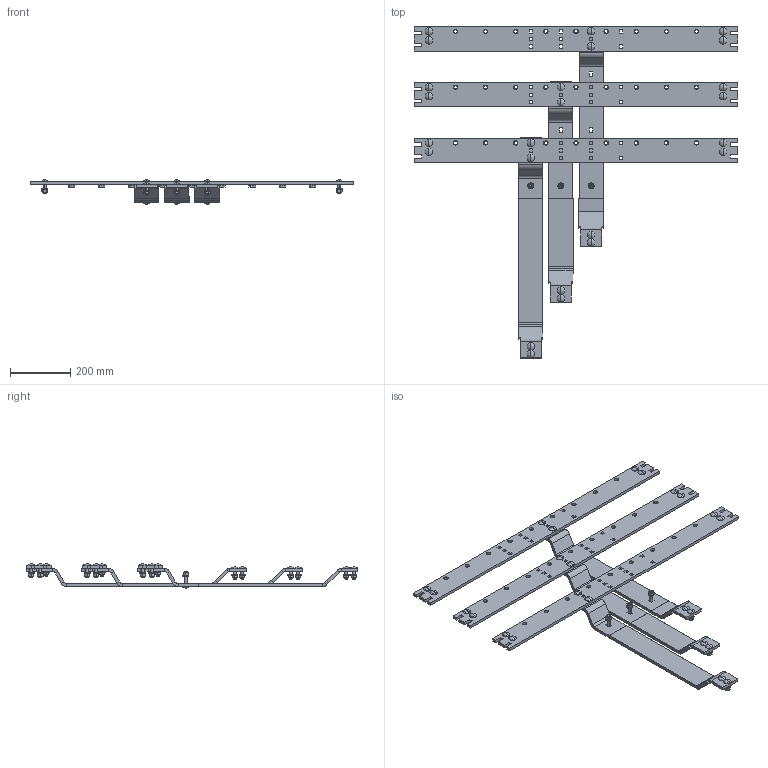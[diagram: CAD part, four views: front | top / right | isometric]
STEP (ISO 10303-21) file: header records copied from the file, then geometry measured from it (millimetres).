
FILE_DESCRIPTION(('STEP AP214'),'1');
FILE_NAME('cctmp_667F1B71-7DC5-4138-8A1C-A3EBD70D21B9_2024_06_07_11_32_16_0445..stp','2024-06-07T09:32:17',('SIEMENS A&D'),('CADClick - www.CADClick.com'),'Spatial InterOp 3D',' ','unknown authorization');
FILE_SCHEMA(('AUTOMOTIVE_DESIGN'));
Length unit declared in the file: millimetre
Products named in the file (23): cc_unnamed; 2024_06_07_11_32_16_0391; 2024_06_07_11_32_16_0350; 2024_06_07_11_32_16_0309; 2024_06_07_11_32_16_0268; 2024_06_07_11_32_16_0227; 2024_06_07_11_32_16_0186; 2024_06_07_11_32_16_0146; 2024_06_07_11_32_16_0105; 2024_06_07_11_32_16_0063; 2024_06_07_11_32_16_0022; 2024_06_07_11_32_15_0981; 2024_06_07_11_32_15_0940; 2024_06_07_11_32_15_0899; 2024_06_07_11_32_15_0817; 2024_06_07_11_32_15_0776; 2024_06_07_11_32_15_0736; 2024_06_07_11_32_15_0696; 2024_06_07_11_32_15_0655; 2024_06_07_11_32_15_0614; 2024_06_07_11_32_15_0574; 2024_06_07_11_32_15_0533; 2024_06_07_11_32_15_0493
Assembly tree (22 placements, depth 2):
  cc_unnamed
    2024_06_07_11_32_16_0391
    2024_06_07_11_32_16_0350
    2024_06_07_11_32_16_0309
    2024_06_07_11_32_16_0268
    2024_06_07_11_32_16_0227
    2024_06_07_11_32_16_0186
    2024_06_07_11_32_16_0146
    2024_06_07_11_32_16_0105
    2024_06_07_11_32_16_0063
    2024_06_07_11_32_16_0022
    2024_06_07_11_32_15_0981
    2024_06_07_11_32_15_0940
    2024_06_07_11_32_15_0899
    2024_06_07_11_32_15_0817
    2024_06_07_11_32_15_0776
    2024_06_07_11_32_15_0736
    2024_06_07_11_32_15_0696
    2024_06_07_11_32_15_0655
    2024_06_07_11_32_15_0614
    2024_06_07_11_32_15_0574
    2024_06_07_11_32_15_0533
    2024_06_07_11_32_15_0493
Bounding box: 1072 x 1101.5 x 80.76 mm (x, y, z)
Volume: 5148073.9 mm3; surface area: 1273730.2 mm2
Topology: 36 solids, 36 shells, 1935 faces, 4456 edges, 2814 vertices
Faces by surface type: plane 1149, cone 378, cylinder 354, sphere 54
Entity records: 71289 total; most frequent: CARTESIAN_POINT 11820, ORIENTED_EDGE 8912, DIRECTION 8891, EDGE_CURVE 4456, AXIS2_PLACEMENT_3D 3125, VERTEX_POINT 2814, LINE 2641, VECTOR 2641
